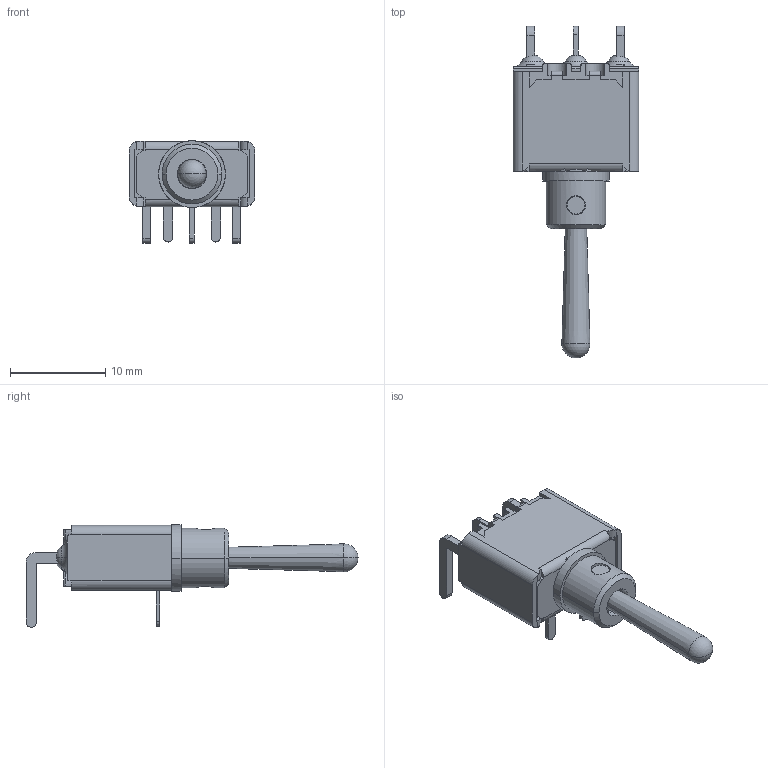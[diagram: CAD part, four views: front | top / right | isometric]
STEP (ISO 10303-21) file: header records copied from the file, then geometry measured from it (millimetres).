
FILE_DESCRIPTION((''),'2;1');
FILE_NAME('5232WCDB_','2011-06-27T',('rboyer'),(''),'PRO/ENGINEER BY PARAMETRIC TECHNOLOGY CORPORATION, 2009440','PRO/ENGINEER BY PARAMETRIC TECHNOLOGY CORPORATION, 2009440','');
FILE_SCHEMA(('CONFIG_CONTROL_DESIGN'));
Length unit declared in the file: millimetre
Products named in the file (1): 5232WCDB_
Bounding box: 13.2 x 34.8 x 10.76 mm (x, y, z)
Volume: 799.7 mm3; surface area: 1896.7 mm2
Topology: 3 solids, 3 shells, 463 faces, 1246 edges, 778 vertices
Faces by surface type: plane 300, cylinder 107, cone 22, torus 14, bspline 10, sphere 10
Entity records: 15555 total; most frequent: CARTESIAN_POINT 3940, ORIENTED_EDGE 2484, DIRECTION 2337, EDGE_CURVE 1242, VECTOR 823, LINE 823, VERTEX_POINT 778, AXIS2_PLACEMENT_3D 757
